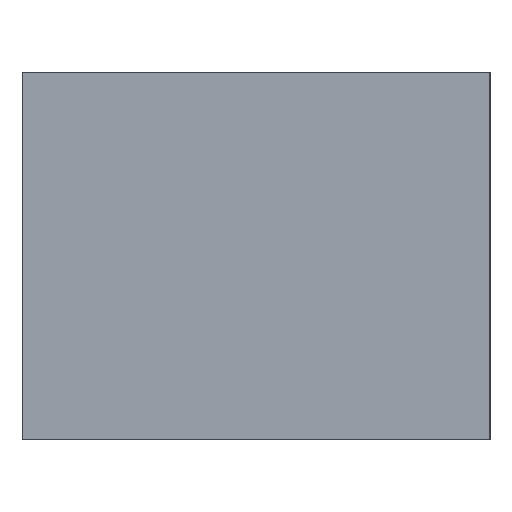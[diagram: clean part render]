
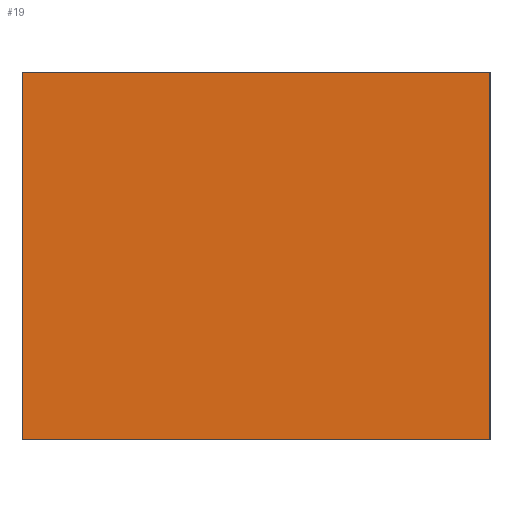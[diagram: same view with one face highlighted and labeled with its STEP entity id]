
A CAD part, left-side view. The second image highlights one B-rep face of the part: STEP entity #19.
In plain terms, the highlighted planar face has unit normal (-1, 0, 0).
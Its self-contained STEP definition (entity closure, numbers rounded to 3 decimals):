
#19 = ADVANCED_FACE ( 'NONE', ( #157 ), #234, .T. ) ;
#25 = ORIENTED_EDGE ( 'NONE', *, *, #166, .F. ) ;
#46 = LINE ( 'NONE', #409, #63 ) ;
#57 = VERTEX_POINT ( 'NONE', #111 ) ;
#63 = VECTOR ( 'NONE', #84, 1000. ) ;
#70 = DIRECTION ( 'NONE',  ( 0., 0., 1. ) ) ;
#84 = DIRECTION ( 'NONE',  ( 0., 0., -1. ) ) ;
#111 = CARTESIAN_POINT ( 'NONE',  ( -1.8, 1.4, 0. ) ) ;
#116 = CARTESIAN_POINT ( 'NONE',  ( -1.8, -1.4, 0. ) ) ;
#117 = EDGE_CURVE ( 'NONE', #473, #195, #433, .T. ) ;
#118 = CARTESIAN_POINT ( 'NONE',  ( -1.8, -1.4, 2.2 ) ) ;
#123 = ORIENTED_EDGE ( 'NONE', *, *, #117, .F. ) ;
#157 = FACE_OUTER_BOUND ( 'NONE', #458, .T. ) ;
#166 = EDGE_CURVE ( 'NONE', #195, #201, #486, .T. ) ;
#195 = VERTEX_POINT ( 'NONE', #118 ) ;
#197 = CARTESIAN_POINT ( 'NONE',  ( -1.8, -1.4, 291599.972 ) ) ;
#201 = VERTEX_POINT ( 'NONE', #116 ) ;
#203 = ORIENTED_EDGE ( 'NONE', *, *, #422, .T. ) ;
#224 = VECTOR ( 'NONE', #487, 1000. ) ;
#234 = PLANE ( 'NONE',  #478 ) ;
#242 = EDGE_CURVE ( 'NONE', #473, #57, #46, .T. ) ;
#244 = CARTESIAN_POINT ( 'NONE',  ( -1.8, 1.4, 2.2 ) ) ;
#309 = VECTOR ( 'NONE', #367, 1000. ) ;
#347 = CARTESIAN_POINT ( 'NONE',  ( -1.8, 1.4, 2.2 ) ) ;
#367 = DIRECTION ( 'NONE',  ( 0., 0., -1. ) ) ;
#396 = DIRECTION ( 'NONE',  ( -1., 0., 0. ) ) ;
#407 = CARTESIAN_POINT ( 'NONE',  ( -1.8, 1.4, 291599.972 ) ) ;
#408 = LINE ( 'NONE', #461, #418 ) ;
#409 = CARTESIAN_POINT ( 'NONE',  ( -1.8, 1.4, 291599.972 ) ) ;
#418 = VECTOR ( 'NONE', #512, 1000. ) ;
#422 = EDGE_CURVE ( 'NONE', #57, #201, #408, .T. ) ;
#433 = LINE ( 'NONE', #244, #224 ) ;
#449 = ORIENTED_EDGE ( 'NONE', *, *, #242, .T. ) ;
#458 = EDGE_LOOP ( 'NONE', ( #25, #123, #449, #203 ) ) ;
#461 = CARTESIAN_POINT ( 'NONE',  ( -1.8, 1.4, 0. ) ) ;
#473 = VERTEX_POINT ( 'NONE', #347 ) ;
#478 = AXIS2_PLACEMENT_3D ( 'NONE', #407, #396, #70 ) ;
#486 = LINE ( 'NONE', #197, #309 ) ;
#487 = DIRECTION ( 'NONE',  ( 0., -1., 0. ) ) ;
#512 = DIRECTION ( 'NONE',  ( 0., -1., 0. ) ) ;
